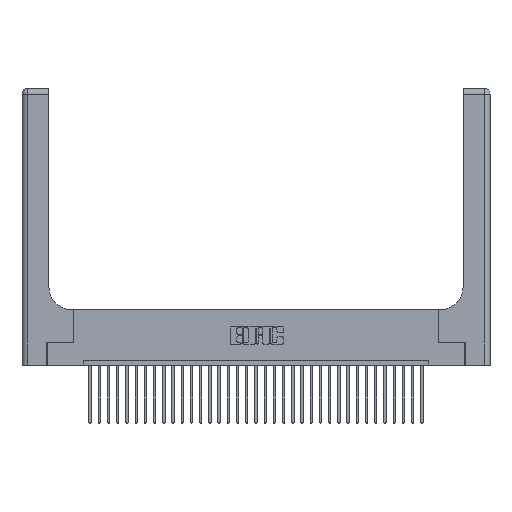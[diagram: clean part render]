
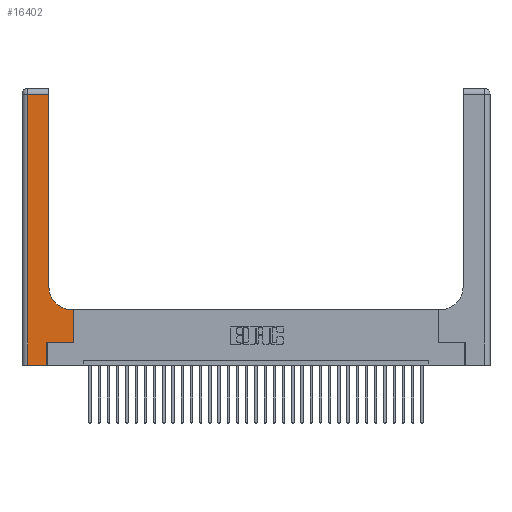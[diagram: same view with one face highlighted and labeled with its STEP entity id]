
A CAD part, top view. The second image highlights one B-rep face of the part: STEP entity #16402.
In plain terms, the highlighted planar face has unit normal (0, 0, 1).
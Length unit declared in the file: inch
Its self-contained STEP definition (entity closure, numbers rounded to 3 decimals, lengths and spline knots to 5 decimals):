
#77 = LINE ( 'NONE', #1342, #16399 ) ;
#370 = CARTESIAN_POINT ( 'NONE',  ( 0.2915, 0.6, 0.37 ) ) ;
#488 = VERTEX_POINT ( 'NONE', #10037 ) ;
#533 = CARTESIAN_POINT ( 'NONE',  ( 0., 2.94, 0.37 ) ) ;
#1168 = VERTEX_POINT ( 'NONE', #13302 ) ;
#1309 = CARTESIAN_POINT ( 'NONE',  ( 0.5585, 0.25, 0.37 ) ) ;
#1342 = CARTESIAN_POINT ( 'NONE',  ( 0., 0., 0.37 ) ) ;
#1580 = VERTEX_POINT ( 'NONE', #4963 ) ;
#2581 = DIRECTION ( 'NONE',  ( 0., 0., -1. ) ) ;
#2940 = EDGE_CURVE ( 'NONE', #29336, #21841, #32297, .T. ) ;
#3107 = DIRECTION ( 'NONE',  ( -1., 0., 0. ) ) ;
#3343 = VERTEX_POINT ( 'NONE', #10094 ) ;
#3886 = EDGE_CURVE ( 'NONE', #1168, #1580, #77, .T. ) ;
#4636 = ORIENTED_EDGE ( 'NONE', *, *, #12468, .T. ) ;
#4822 = CARTESIAN_POINT ( 'NONE',  ( 0.2915, 2.94, 0.37 ) ) ;
#4901 = LINE ( 'NONE', #6241, #11462 ) ;
#4963 = CARTESIAN_POINT ( 'NONE',  ( 0.269, 0., 0.37 ) ) ;
#5701 = CARTESIAN_POINT ( 'NONE',  ( 0.269, 0.25, 0.37 ) ) ;
#5909 = DIRECTION ( 'NONE',  ( 0., 1., 0. ) ) ;
#6182 = LINE ( 'NONE', #7998, #9701 ) ;
#6241 = CARTESIAN_POINT ( 'NONE',  ( 0.269, 0., 0.37 ) ) ;
#6354 = EDGE_CURVE ( 'NONE', #11888, #26818, #17893, .T. ) ;
#7280 = AXIS2_PLACEMENT_3D ( 'NONE', #14929, #11110, #12675 ) ;
#7525 = DIRECTION ( 'NONE',  ( 1., 0., 0. ) ) ;
#7544 = FACE_OUTER_BOUND ( 'NONE', #11342, .T. ) ;
#7998 = CARTESIAN_POINT ( 'NONE',  ( 0.06, 3., 0.37 ) ) ;
#8420 = ORIENTED_EDGE ( 'NONE', *, *, #30190, .T. ) ;
#8466 = ORIENTED_EDGE ( 'NONE', *, *, #10217, .T. ) ;
#8645 = CARTESIAN_POINT ( 'NONE',  ( 0.06, 2.94, 0.37 ) ) ;
#9303 = DIRECTION ( 'NONE',  ( 0., 1., 0. ) ) ;
#9576 = PLANE ( 'NONE',  #7280 ) ;
#9701 = VECTOR ( 'NONE', #20646, 39.37008 ) ;
#9761 = VECTOR ( 'NONE', #23430, 39.37008 ) ;
#10037 = CARTESIAN_POINT ( 'NONE',  ( 0.5585, 0.6, 0.37 ) ) ;
#10094 = CARTESIAN_POINT ( 'NONE',  ( 0.5585, 0.25, 0.37 ) ) ;
#10143 = VECTOR ( 'NONE', #3107, 39.37008 ) ;
#10217 = EDGE_CURVE ( 'NONE', #22775, #3343, #28671, .T. ) ;
#11110 = DIRECTION ( 'NONE',  ( 0., 0., -1. ) ) ;
#11342 = EDGE_LOOP ( 'NONE', ( #19627, #27185, #4636, #29064, #8420, #8466, #30065, #29203, #30249 ) ) ;
#11462 = VECTOR ( 'NONE', #5909, 39.37008 ) ;
#11575 = EDGE_CURVE ( 'NONE', #21841, #11888, #29379, .T. ) ;
#11586 = CARTESIAN_POINT ( 'NONE',  ( 0.2915, 3., 0.37 ) ) ;
#11888 = VERTEX_POINT ( 'NONE', #4822 ) ;
#12468 = EDGE_CURVE ( 'NONE', #26818, #1168, #6182, .T. ) ;
#12564 = LINE ( 'NONE', #370, #10143 ) ;
#12675 = DIRECTION ( 'NONE',  ( -1., 0., 0. ) ) ;
#12698 = VECTOR ( 'NONE', #9303, 39.37008 ) ;
#13302 = CARTESIAN_POINT ( 'NONE',  ( 0.06, 0., 0.37 ) ) ;
#14929 = CARTESIAN_POINT ( 'NONE',  ( 0., 3., 0.37 ) ) ;
#16399 = VECTOR ( 'NONE', #24896, 39.37008 ) ;
#16402 = ADVANCED_FACE ( 'NONE', ( #7544 ), #9576, .F. ) ;
#17485 = VECTOR ( 'NONE', #19517, 39.37008 ) ;
#17893 = LINE ( 'NONE', #533, #9761 ) ;
#19517 = DIRECTION ( 'NONE',  ( 0., 1., 0. ) ) ;
#19627 = ORIENTED_EDGE ( 'NONE', *, *, #11575, .T. ) ;
#20646 = DIRECTION ( 'NONE',  ( 0., -1., 0. ) ) ;
#20851 = EDGE_CURVE ( 'NONE', #3343, #488, #24418, .T. ) ;
#21521 = CARTESIAN_POINT ( 'NONE',  ( 0.2915, 0.85, 0.37 ) ) ;
#21841 = VERTEX_POINT ( 'NONE', #21521 ) ;
#22775 = VERTEX_POINT ( 'NONE', #5701 ) ;
#23082 = CARTESIAN_POINT ( 'NONE',  ( 0.5415, 0.85, 0.37 ) ) ;
#23367 = CARTESIAN_POINT ( 'NONE',  ( 0.5415, 0.6, 0.37 ) ) ;
#23430 = DIRECTION ( 'NONE',  ( -1., 0., 0. ) ) ;
#24418 = LINE ( 'NONE', #1309, #17485 ) ;
#24896 = DIRECTION ( 'NONE',  ( 1., 0., 0. ) ) ;
#26818 = VERTEX_POINT ( 'NONE', #8645 ) ;
#27185 = ORIENTED_EDGE ( 'NONE', *, *, #6354, .T. ) ;
#28671 = LINE ( 'NONE', #32613, #33124 ) ;
#29064 = ORIENTED_EDGE ( 'NONE', *, *, #3886, .T. ) ;
#29203 = ORIENTED_EDGE ( 'NONE', *, *, #31180, .T. ) ;
#29336 = VERTEX_POINT ( 'NONE', #23367 ) ;
#29379 = LINE ( 'NONE', #11586, #12698 ) ;
#30065 = ORIENTED_EDGE ( 'NONE', *, *, #20851, .T. ) ;
#30190 = EDGE_CURVE ( 'NONE', #1580, #22775, #4901, .T. ) ;
#30249 = ORIENTED_EDGE ( 'NONE', *, *, #2940, .T. ) ;
#31180 = EDGE_CURVE ( 'NONE', #488, #29336, #12564, .T. ) ;
#32297 = CIRCLE ( 'NONE', #32403, 0.25 ) ;
#32403 = AXIS2_PLACEMENT_3D ( 'NONE', #23082, #2581, #7525 ) ;
#32492 = DIRECTION ( 'NONE',  ( 1., 0., 0. ) ) ;
#32613 = CARTESIAN_POINT ( 'NONE',  ( 0.269, 0.25, 0.37 ) ) ;
#33124 = VECTOR ( 'NONE', #32492, 39.37008 ) ;
